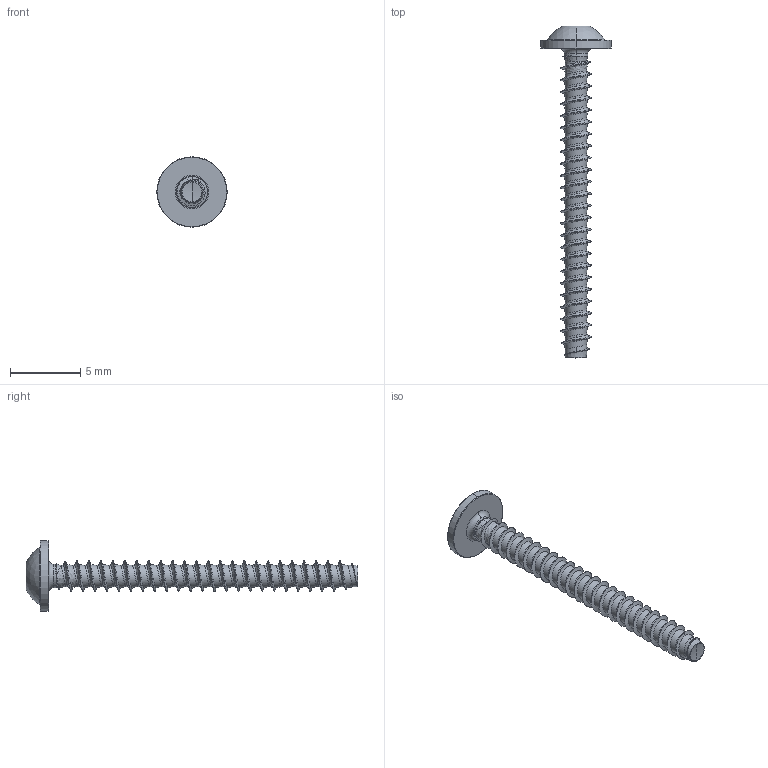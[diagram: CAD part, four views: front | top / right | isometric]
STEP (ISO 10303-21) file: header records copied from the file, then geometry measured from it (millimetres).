
FILE_DESCRIPTION (( 'STEP AP203' ), '1' );
FILE_NAME ('STP380220220.STEP', '2017-08-15T17:27:09', ( '' ), ( '' ), 'SwSTEP 2.0', 'SolidWorks 2015', '' );
FILE_SCHEMA (( 'CONFIG_CONTROL_DESIGN' ));
Products named in the file (1): STP380220220
Bounding box: 5 x 23.6 x 5 mm (x, y, z)
Volume: 65.6 mm3; surface area: 232.9 mm2
Topology: 1 solids, 1 shells, 136 faces, 352 edges, 219 vertices
Faces by surface type: cylinder 75, bspline 35, cone 11, torus 8, sphere 4, plane 3
Entity records: 32974 total; most frequent: CARTESIAN_POINT 30109, ORIENTED_EDGE 700, DIRECTION 430, EDGE_CURVE 350, VERTEX_POINT 219, AXIS2_PLACEMENT_3D 170, B_SPLINE_CURVE_WITH_KNOTS 142, EDGE_LOOP 139
